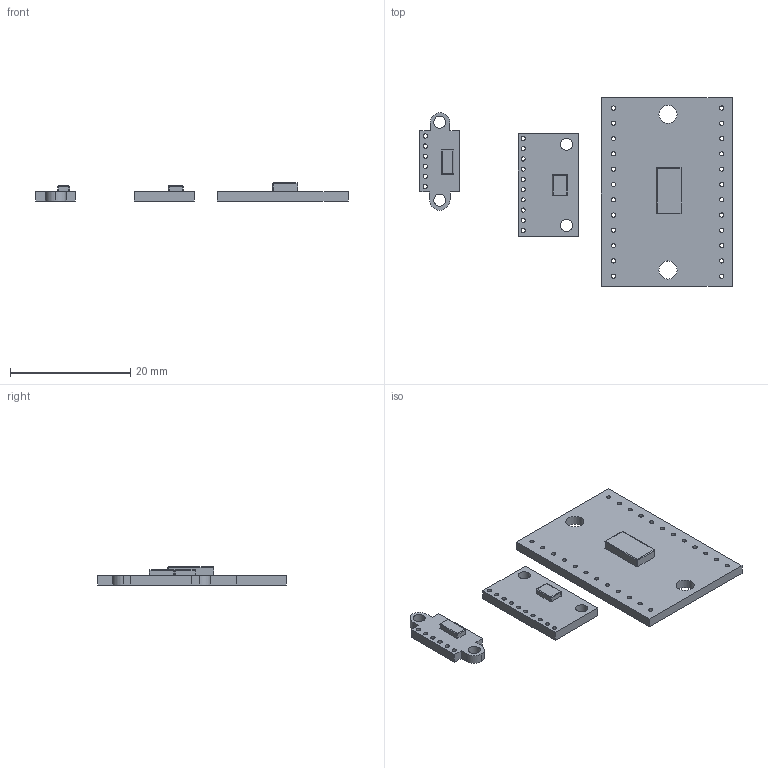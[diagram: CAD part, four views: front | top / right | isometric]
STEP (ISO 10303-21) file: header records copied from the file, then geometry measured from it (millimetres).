
FILE_DESCRIPTION(/* description */ (''),/* implementation_level */ '2;1');
FILE_NAME(/* name */ '3D Sensor.step',/* time_stamp */ '2026-02-04T18:27:57-05:00',/* author */ (''),/* organization */ (''),/* preprocessor_version */ 'ST-DEVELOPER v20.1',/* originating_system */ 'Autodesk Translation Framework v14.24.0.0',/* authorisation */ '');
FILE_SCHEMA (('AUTOMOTIVE_DESIGN { 1 0 10303 214 3 1 1 }'));
Length unit declared in the file: millimetre
Products named in the file (1): 3D Sensor
Bounding box: 51.88 x 31.37 x 3 mm (x, y, z)
Volume: 1469.4 mm3; surface area: 2368.3 mm2
Topology: 3 solids, 3 shells, 125 faces, 312 edges, 196 vertices
Faces by surface type: cylinder 74, plane 39, sphere 12
Full cylindrical faces by diameter (mm): 0.7 x40, 2 x4, 3 x2
Entity records: 4033 total; most frequent: DIRECTION 712, CARTESIAN_POINT 634, ORIENTED_EDGE 624, EDGE_CURVE 312, AXIS2_PLACEMENT_3D 274, EDGE_LOOP 220, VERTEX_POINT 196, LINE 164
